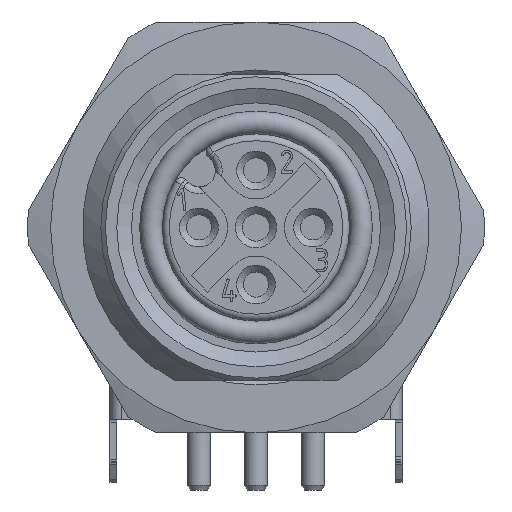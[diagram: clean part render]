
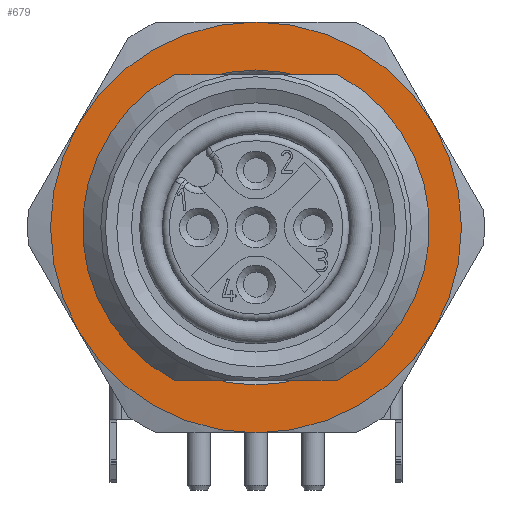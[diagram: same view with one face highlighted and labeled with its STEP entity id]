
A CAD part, left-side view. The second image highlights one B-rep face of the part: STEP entity #679.
In plain terms, the highlighted planar face has unit normal (-1, 0, 0).
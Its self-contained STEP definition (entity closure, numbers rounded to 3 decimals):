
#429=PLANE('',#6037);
#565=FACE_BOUND('',#1392,.T.);
#566=FACE_BOUND('',#1393,.T.);
#679=ADVANCED_FACE('',(#565,#566),#429,.T.);
#1392=EDGE_LOOP('',(#2048));
#1393=EDGE_LOOP('',(#2049,#2050,#2051,#2052,#2053,#2054));
#1784=CIRCLE('',#6030,6.9);
#1785=CIRCLE('',#6031,9.);
#1786=CIRCLE('',#6032,9.);
#1787=CIRCLE('',#6033,9.);
#1788=CIRCLE('',#6034,9.);
#1789=CIRCLE('',#6035,9.);
#1790=CIRCLE('',#6036,9.);
#2048=ORIENTED_EDGE('',*,*,#4265,.T.);
#2049=ORIENTED_EDGE('',*,*,#4266,.T.);
#2050=ORIENTED_EDGE('',*,*,#4267,.T.);
#2051=ORIENTED_EDGE('',*,*,#4268,.T.);
#2052=ORIENTED_EDGE('',*,*,#4269,.T.);
#2053=ORIENTED_EDGE('',*,*,#4270,.T.);
#2054=ORIENTED_EDGE('',*,*,#4271,.T.);
#3696=VERTEX_POINT('',#8132);
#3697=VERTEX_POINT('',#8134);
#3698=VERTEX_POINT('',#8135);
#3699=VERTEX_POINT('',#8137);
#3700=VERTEX_POINT('',#8139);
#3701=VERTEX_POINT('',#8141);
#3702=VERTEX_POINT('',#8143);
#4265=EDGE_CURVE('',#3696,#3696,#1784,.T.);
#4266=EDGE_CURVE('',#3697,#3698,#1785,.T.);
#4267=EDGE_CURVE('',#3698,#3699,#1786,.T.);
#4268=EDGE_CURVE('',#3699,#3700,#1787,.T.);
#4269=EDGE_CURVE('',#3700,#3701,#1788,.T.);
#4270=EDGE_CURVE('',#3701,#3702,#1789,.T.);
#4271=EDGE_CURVE('',#3702,#3697,#1790,.T.);
#6030=AXIS2_PLACEMENT_3D('',#8131,#6586,#6587);
#6031=AXIS2_PLACEMENT_3D('',#8133,#6588,#6589);
#6032=AXIS2_PLACEMENT_3D('',#8136,#6590,#6591);
#6033=AXIS2_PLACEMENT_3D('',#8138,#6592,#6593);
#6034=AXIS2_PLACEMENT_3D('',#8140,#6594,#6595);
#6035=AXIS2_PLACEMENT_3D('',#8142,#6596,#6597);
#6036=AXIS2_PLACEMENT_3D('',#8144,#6598,#6599);
#6037=AXIS2_PLACEMENT_3D('',#8145,#6600,#6601);
#6586=DIRECTION('',(1.,0.,0.));
#6587=DIRECTION('',(0.,-0.5,-0.866));
#6588=DIRECTION('',(-1.,0.,0.));
#6589=DIRECTION('',(0.,0.5,0.866));
#6590=DIRECTION('',(-1.,0.,0.));
#6591=DIRECTION('',(0.,0.5,0.866));
#6592=DIRECTION('',(-1.,0.,0.));
#6593=DIRECTION('',(0.,0.5,0.866));
#6594=DIRECTION('',(-1.,0.,0.));
#6595=DIRECTION('',(0.,0.5,0.866));
#6596=DIRECTION('',(-1.,0.,0.));
#6597=DIRECTION('',(0.,0.5,0.866));
#6598=DIRECTION('',(-1.,0.,0.));
#6599=DIRECTION('',(0.,0.5,0.866));
#6600=DIRECTION('',(-1.,0.,0.));
#6601=DIRECTION('',(0.,0.5,0.866));
#8131=CARTESIAN_POINT('',(9.7,0.,0.));
#8132=CARTESIAN_POINT('',(9.7,-3.45,-5.976));
#8133=CARTESIAN_POINT('',(9.7,0.,0.));
#8134=CARTESIAN_POINT('',(9.7,-7.794,4.5));
#8135=CARTESIAN_POINT('',(9.7,0.,9.));
#8136=CARTESIAN_POINT('',(9.7,0.,0.));
#8137=CARTESIAN_POINT('',(9.7,7.794,4.5));
#8138=CARTESIAN_POINT('',(9.7,0.,0.));
#8139=CARTESIAN_POINT('',(9.7,7.794,-4.5));
#8140=CARTESIAN_POINT('',(9.7,0.,0.));
#8141=CARTESIAN_POINT('',(9.7,0.,-9.));
#8142=CARTESIAN_POINT('',(9.7,0.,0.));
#8143=CARTESIAN_POINT('',(9.7,-7.794,-4.5));
#8144=CARTESIAN_POINT('',(9.7,0.,0.));
#8145=CARTESIAN_POINT('',(9.7,0.,0.));
